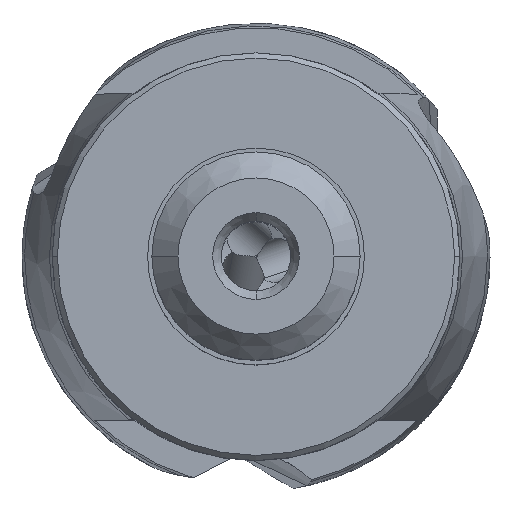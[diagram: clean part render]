
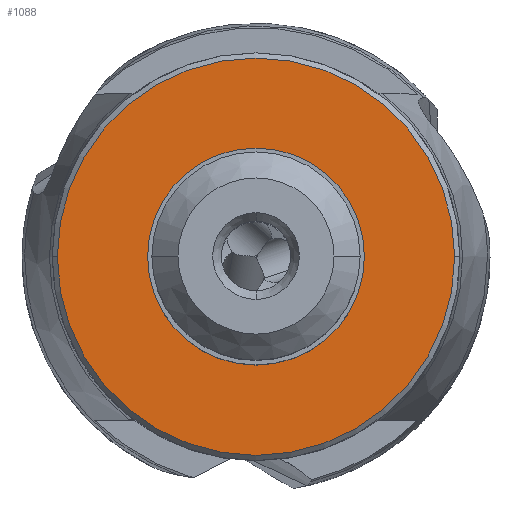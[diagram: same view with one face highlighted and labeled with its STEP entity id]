
A CAD part, top view. The second image highlights one B-rep face of the part: STEP entity #1088.
In plain terms, the highlighted planar face has unit normal (0, 0, 1).
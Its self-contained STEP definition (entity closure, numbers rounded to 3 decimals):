
#199=FACE_BOUND('',#1955,.T.);
#200=FACE_BOUND('',#1956,.T.);
#271=PLANE('',#7013);
#1088=ADVANCED_FACE('',(#199,#200),#271,.T.);
#1955=EDGE_LOOP('',(#3310,#3311,#3312,#3313));
#1956=EDGE_LOOP('',(#3314,#3315));
#2308=CIRCLE('',#7006,11.45);
#2309=CIRCLE('',#7007,11.45);
#2310=CIRCLE('',#7009,11.45);
#2311=CIRCLE('',#7010,11.45);
#2312=CIRCLE('',#7011,6.25);
#2313=CIRCLE('',#7012,6.25);
#3310=ORIENTED_EDGE('',*,*,#5798,.F.);
#3311=ORIENTED_EDGE('',*,*,#5799,.F.);
#3312=ORIENTED_EDGE('',*,*,#5797,.F.);
#3313=ORIENTED_EDGE('',*,*,#5796,.F.);
#3314=ORIENTED_EDGE('',*,*,#5800,.F.);
#3315=ORIENTED_EDGE('',*,*,#5801,.F.);
#5012=VERTEX_POINT('',#13273);
#5013=VERTEX_POINT('',#13275);
#5014=VERTEX_POINT('',#13277);
#5015=VERTEX_POINT('',#13281);
#5016=VERTEX_POINT('',#13284);
#5017=VERTEX_POINT('',#13285);
#5796=EDGE_CURVE('',#5013,#5014,#2308,.T.);
#5797=EDGE_CURVE('',#5014,#5012,#2309,.T.);
#5798=EDGE_CURVE('',#5015,#5013,#2310,.T.);
#5799=EDGE_CURVE('',#5012,#5015,#2311,.T.);
#5800=EDGE_CURVE('',#5016,#5017,#2312,.T.);
#5801=EDGE_CURVE('',#5017,#5016,#2313,.T.);
#7006=AXIS2_PLACEMENT_3D('',#13276,#8121,#8122);
#7007=AXIS2_PLACEMENT_3D('',#13278,#8123,#8124);
#7009=AXIS2_PLACEMENT_3D('',#13280,#8127,#8128);
#7010=AXIS2_PLACEMENT_3D('',#13282,#8129,#8130);
#7011=AXIS2_PLACEMENT_3D('',#13283,#8131,#8132);
#7012=AXIS2_PLACEMENT_3D('',#13286,#8133,#8134);
#7013=AXIS2_PLACEMENT_3D('',#13287,#8135,#8136);
#8121=DIRECTION('',(0.,0.,-1.));
#8122=DIRECTION('',(1.,0.,0.));
#8123=DIRECTION('',(0.,0.,-1.));
#8124=DIRECTION('',(0.,-1.,0.));
#8127=DIRECTION('',(0.,0.,-1.));
#8128=DIRECTION('',(0.,1.,0.));
#8129=DIRECTION('',(0.,0.,-1.));
#8130=DIRECTION('',(-1.,0.,0.));
#8131=DIRECTION('',(0.,0.,1.));
#8132=DIRECTION('',(1.,0.,0.));
#8133=DIRECTION('',(0.,0.,1.));
#8134=DIRECTION('',(-1.,0.,0.));
#8135=DIRECTION('',(0.,0.,1.));
#8136=DIRECTION('',(-1.,0.,0.));
#13273=CARTESIAN_POINT('',(-11.45,0.,0.));
#13275=CARTESIAN_POINT('',(11.45,0.,0.));
#13276=CARTESIAN_POINT('',(0.,0.,0.));
#13277=CARTESIAN_POINT('',(0.,-11.45,0.));
#13278=CARTESIAN_POINT('',(0.,0.,0.));
#13280=CARTESIAN_POINT('',(0.,0.,0.));
#13281=CARTESIAN_POINT('',(0.,11.45,0.));
#13282=CARTESIAN_POINT('',(0.,0.,0.));
#13283=CARTESIAN_POINT('',(0.,0.,0.));
#13284=CARTESIAN_POINT('',(6.25,0.,0.));
#13285=CARTESIAN_POINT('',(-6.25,0.,0.));
#13286=CARTESIAN_POINT('',(0.,0.,0.));
#13287=CARTESIAN_POINT('',(0.,0.,0.));
